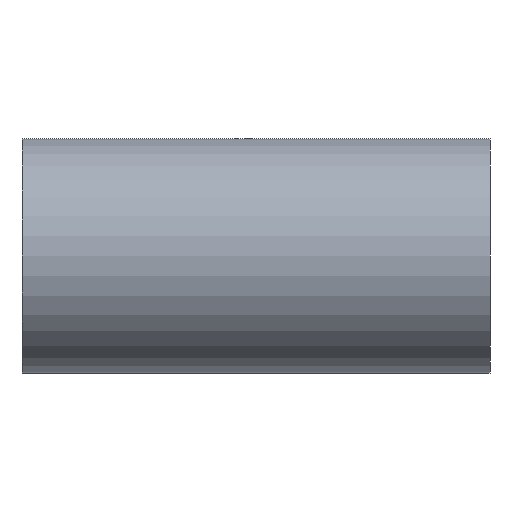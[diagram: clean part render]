
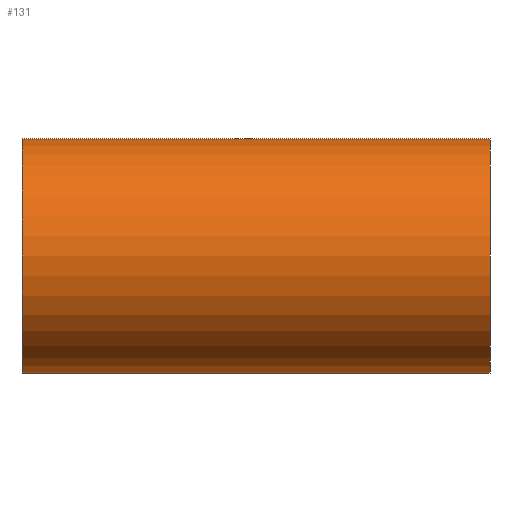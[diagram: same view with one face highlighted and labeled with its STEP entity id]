
A CAD part, front view. The second image highlights one B-rep face of the part: STEP entity #131.
In plain terms, the highlighted cylindrical face has radius 12.745 mm (diameter 25.489 mm), a partial arc.
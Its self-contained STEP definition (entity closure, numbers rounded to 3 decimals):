
#14=DIRECTION('',(1.,0.,0.));
#15=VECTOR('',#14,50.8);
#16=CARTESIAN_POINT('',(0.,0.,-12.744));
#17=LINE('',#16,#15);
#23=CARTESIAN_POINT('',(50.8,0.,0.));
#24=DIRECTION('',(-1.,0.,0.));
#25=DIRECTION('',(0.,0.,-1.));
#26=AXIS2_PLACEMENT_3D('',#23,#24,#25);
#38=DIRECTION('',(1.,0.,0.));
#39=VECTOR('',#38,50.8);
#40=CARTESIAN_POINT('',(0.,0.,12.744));
#41=LINE('',#40,#39);
#42=CARTESIAN_POINT('',(0.,0.,0.));
#43=DIRECTION('',(1.,0.,0.));
#44=DIRECTION('',(0.,0.,1.));
#45=AXIS2_PLACEMENT_3D('',#42,#43,#44);
#70=CARTESIAN_POINT('',(50.8,0.,12.744));
#71=CARTESIAN_POINT('',(50.8,0.,-12.744));
#72=VERTEX_POINT('',#70);
#73=VERTEX_POINT('',#71);
#74=CARTESIAN_POINT('',(0.,0.,12.744));
#75=VERTEX_POINT('',#74);
#76=CARTESIAN_POINT('',(0.,0.,-12.744));
#77=VERTEX_POINT('',#76);
#119=CARTESIAN_POINT('',(50.8,0.,0.));
#120=DIRECTION('',(-1.,0.,0.));
#121=DIRECTION('',(0.,0.,1.));
#122=AXIS2_PLACEMENT_3D('',#119,#120,#121);
#123=CYLINDRICAL_SURFACE('',#122,12.744);
#124=ORIENTED_EDGE('',*,*,#108,.F.);
#125=ORIENTED_EDGE('',*,*,#97,.F.);
#127=ORIENTED_EDGE('',*,*,#126,.F.);
#128=ORIENTED_EDGE('',*,*,#93,.T.);
#129=EDGE_LOOP('',(#124,#125,#127,#128));
#130=FACE_OUTER_BOUND('',#129,.F.);
#131=ADVANCED_FACE('',(#130),#123,.T.);
#27=CIRCLE('',#26,12.744);
#46=CIRCLE('',#45,12.744);
#93=EDGE_CURVE('',#75,#72,#41,.T.);
#97=EDGE_CURVE('',#77,#73,#17,.T.);
#108=EDGE_CURVE('',#73,#72,#27,.T.);
#126=EDGE_CURVE('',#75,#77,#46,.T.);
